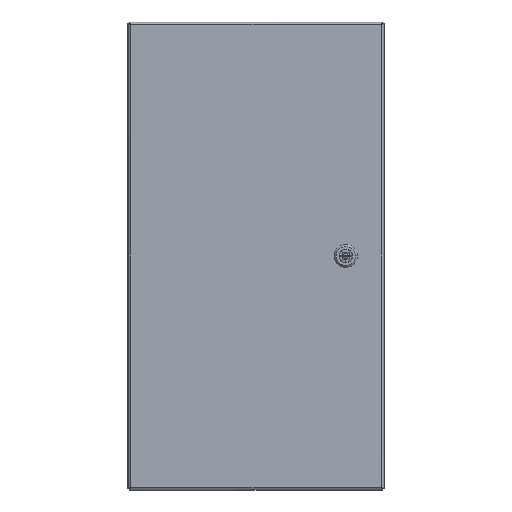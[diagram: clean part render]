
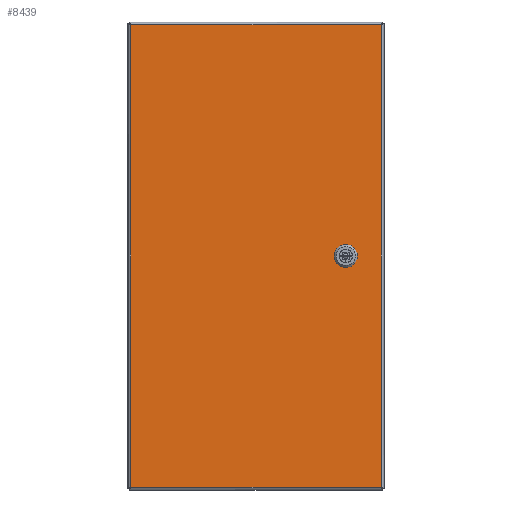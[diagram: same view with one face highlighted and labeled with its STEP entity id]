
A CAD part, front view. The second image highlights one B-rep face of the part: STEP entity #8439.
In plain terms, the highlighted planar face has unit normal (0, -1, 0).
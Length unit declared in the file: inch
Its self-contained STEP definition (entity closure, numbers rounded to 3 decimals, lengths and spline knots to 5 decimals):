
#337 = EDGE_CURVE ( 'NONE', #11895, #17202, #13608, .T. ) ;
#863 = VECTOR ( 'NONE', #3550, 39.37008 ) ;
#864 = CARTESIAN_POINT ( 'NONE',  ( -5.946, -1.797, -22.0665 ) ) ;
#1859 = EDGE_CURVE ( 'NONE', #2652, #11147, #9984, .T. ) ;
#2002 = CARTESIAN_POINT ( 'NONE',  ( 4.49, -1.797, -10.6995 ) ) ;
#2057 = VERTEX_POINT ( 'NONE', #18678 ) ;
#2578 = CARTESIAN_POINT ( 'NONE',  ( -5.946, -1.797, -0.1235 ) ) ;
#2652 = VERTEX_POINT ( 'NONE', #5889 ) ;
#2677 = LINE ( 'NONE', #9114, #3440 ) ;
#2794 = FACE_BOUND ( 'NONE', #10259, .T. ) ;
#2860 = ORIENTED_EDGE ( 'NONE', *, *, #20228, .T. ) ;
#2906 = DIRECTION ( 'NONE',  ( 1., 0., 0. ) ) ;
#2987 = DIRECTION ( 'NONE',  ( 0., 0., 1. ) ) ;
#3110 = DIRECTION ( 'NONE',  ( 0., -1., 0. ) ) ;
#3230 = ORIENTED_EDGE ( 'NONE', *, *, #10515, .T. ) ;
#3440 = VECTOR ( 'NONE', #12325, 39.37008 ) ;
#3550 = DIRECTION ( 'NONE',  ( -1., 0., 0. ) ) ;
#3621 = VERTEX_POINT ( 'NONE', #6268 ) ;
#3782 = EDGE_CURVE ( 'NONE', #17197, #9682, #2677, .T. ) ;
#3790 = VERTEX_POINT ( 'NONE', #2578 ) ;
#4047 = CARTESIAN_POINT ( 'NONE',  ( 3.8635, -1.797, -11.326 ) ) ;
#4070 = LINE ( 'NONE', #12159, #17061 ) ;
#4504 = ORIENTED_EDGE ( 'NONE', *, *, #14459, .T. ) ;
#4507 = EDGE_LOOP ( 'NONE', ( #10437, #13337, #10877, #4504 ) ) ;
#4521 = VERTEX_POINT ( 'NONE', #864 ) ;
#4804 = CARTESIAN_POINT ( 'NONE',  ( 5.947, -1.797, -22.0665 ) ) ;
#5107 = CARTESIAN_POINT ( 'NONE',  ( -5.946, -1.797, -0.1235 ) ) ;
#5889 = CARTESIAN_POINT ( 'NONE',  ( 3.8635, -1.797, -10.864 ) ) ;
#6019 = CARTESIAN_POINT ( 'NONE',  ( -5.946, -1.797, -22.0665 ) ) ;
#6102 = VECTOR ( 'NONE', #8061, 39.37008 ) ;
#6210 = ORIENTED_EDGE ( 'NONE', *, *, #3782, .T. ) ;
#6268 = CARTESIAN_POINT ( 'NONE',  ( 4.028, -1.797, -11.4905 ) ) ;
#7646 = CARTESIAN_POINT ( 'NONE',  ( 3.8635, -1.797, -10.864 ) ) ;
#7968 = CARTESIAN_POINT ( 'NONE',  ( -5.946, -1.797, -22.0665 ) ) ;
#8061 = DIRECTION ( 'NONE',  ( 1., 0., 0. ) ) ;
#8273 = ORIENTED_EDGE ( 'NONE', *, *, #17284, .T. ) ;
#8331 = DIRECTION ( 'NONE',  ( 0.707, 0., 0.707 ) ) ;
#8439 = ADVANCED_FACE ( 'NONE', ( #16989, #2794 ), #15443, .T. ) ;
#8739 = DIRECTION ( 'NONE',  ( 0.707, 0., -0.707 ) ) ;
#8922 = CARTESIAN_POINT ( 'NONE',  ( 4.6545, -1.797, -10.864 ) ) ;
#9015 = LINE ( 'NONE', #15329, #14101 ) ;
#9078 = VECTOR ( 'NONE', #8331, 39.37008 ) ;
#9114 = CARTESIAN_POINT ( 'NONE',  ( 4.6545, -1.797, -11.326 ) ) ;
#9305 = VECTOR ( 'NONE', #13215, 39.37008 ) ;
#9335 = DIRECTION ( 'NONE',  ( 0., 0., -1. ) ) ;
#9591 = CARTESIAN_POINT ( 'NONE',  ( 4.028, -1.797, -10.6995 ) ) ;
#9682 = VERTEX_POINT ( 'NONE', #11165 ) ;
#9984 = LINE ( 'NONE', #9591, #9078 ) ;
#10064 = CARTESIAN_POINT ( 'NONE',  ( 5.947, -1.797, -0.1235 ) ) ;
#10259 = EDGE_LOOP ( 'NONE', ( #2860, #17862, #18595, #18128, #6210, #13752, #3230, #8273 ) ) ;
#10368 = DIRECTION ( 'NONE',  ( -0.707, 0., 0.707 ) ) ;
#10437 = ORIENTED_EDGE ( 'NONE', *, *, #337, .T. ) ;
#10515 = EDGE_CURVE ( 'NONE', #15290, #3621, #10648, .T. ) ;
#10547 = AXIS2_PLACEMENT_3D ( 'NONE', #6019, #3110, #9335 ) ;
#10648 = LINE ( 'NONE', #17275, #14675 ) ;
#10877 = ORIENTED_EDGE ( 'NONE', *, *, #16558, .T. ) ;
#11147 = VERTEX_POINT ( 'NONE', #14011 ) ;
#11165 = CARTESIAN_POINT ( 'NONE',  ( 4.6545, -1.797, -11.326 ) ) ;
#11895 = VERTEX_POINT ( 'NONE', #4804 ) ;
#11896 = CARTESIAN_POINT ( 'NONE',  ( 4.49, -1.797, -11.4905 ) ) ;
#11971 = CARTESIAN_POINT ( 'NONE',  ( -5.946, -1.797, -22.0665 ) ) ;
#12159 = CARTESIAN_POINT ( 'NONE',  ( 4.49, -1.797, -10.6995 ) ) ;
#12255 = LINE ( 'NONE', #17122, #14661 ) ;
#12325 = DIRECTION ( 'NONE',  ( 0., 0., -1. ) ) ;
#13215 = DIRECTION ( 'NONE',  ( 0., 0., 1. ) ) ;
#13319 = LINE ( 'NONE', #11971, #15387 ) ;
#13337 = ORIENTED_EDGE ( 'NONE', *, *, #18225, .T. ) ;
#13608 = LINE ( 'NONE', #15172, #9305 ) ;
#13752 = ORIENTED_EDGE ( 'NONE', *, *, #15953, .T. ) ;
#13967 = VECTOR ( 'NONE', #2987, 39.37008 ) ;
#14011 = CARTESIAN_POINT ( 'NONE',  ( 4.028, -1.797, -10.6995 ) ) ;
#14101 = VECTOR ( 'NONE', #2906, 39.37008 ) ;
#14459 = EDGE_CURVE ( 'NONE', #4521, #11895, #17286, .T. ) ;
#14661 = VECTOR ( 'NONE', #15249, 39.37008 ) ;
#14675 = VECTOR ( 'NONE', #18743, 39.37008 ) ;
#15172 = CARTESIAN_POINT ( 'NONE',  ( 5.947, -1.797, -22.0665 ) ) ;
#15249 = DIRECTION ( 'NONE',  ( -0.707, 0., -0.707 ) ) ;
#15290 = VERTEX_POINT ( 'NONE', #11896 ) ;
#15329 = CARTESIAN_POINT ( 'NONE',  ( 4.49, -1.797, -10.6995 ) ) ;
#15387 = VECTOR ( 'NONE', #18399, 39.37008 ) ;
#15443 = PLANE ( 'NONE',  #10547 ) ;
#15622 = LINE ( 'NONE', #7646, #13967 ) ;
#15755 = VECTOR ( 'NONE', #10368, 39.37008 ) ;
#15953 = EDGE_CURVE ( 'NONE', #9682, #15290, #12255, .T. ) ;
#16558 = EDGE_CURVE ( 'NONE', #3790, #4521, #13319, .T. ) ;
#16924 = EDGE_CURVE ( 'NONE', #19279, #17197, #4070, .T. ) ;
#16989 = FACE_OUTER_BOUND ( 'NONE', #4507, .T. ) ;
#17061 = VECTOR ( 'NONE', #8739, 39.37008 ) ;
#17122 = CARTESIAN_POINT ( 'NONE',  ( 4.6545, -1.797, -11.326 ) ) ;
#17197 = VERTEX_POINT ( 'NONE', #8922 ) ;
#17202 = VERTEX_POINT ( 'NONE', #10064 ) ;
#17275 = CARTESIAN_POINT ( 'NONE',  ( 4.028, -1.797, -11.4905 ) ) ;
#17284 = EDGE_CURVE ( 'NONE', #3621, #2057, #18246, .T. ) ;
#17286 = LINE ( 'NONE', #7968, #6102 ) ;
#17427 = EDGE_CURVE ( 'NONE', #11147, #19279, #9015, .T. ) ;
#17630 = LINE ( 'NONE', #5107, #863 ) ;
#17862 = ORIENTED_EDGE ( 'NONE', *, *, #1859, .T. ) ;
#18128 = ORIENTED_EDGE ( 'NONE', *, *, #16924, .T. ) ;
#18225 = EDGE_CURVE ( 'NONE', #17202, #3790, #17630, .T. ) ;
#18246 = LINE ( 'NONE', #4047, #15755 ) ;
#18399 = DIRECTION ( 'NONE',  ( 0., 0., -1. ) ) ;
#18595 = ORIENTED_EDGE ( 'NONE', *, *, #17427, .T. ) ;
#18678 = CARTESIAN_POINT ( 'NONE',  ( 3.8635, -1.797, -11.326 ) ) ;
#18743 = DIRECTION ( 'NONE',  ( -1., 0., 0. ) ) ;
#19279 = VERTEX_POINT ( 'NONE', #2002 ) ;
#20228 = EDGE_CURVE ( 'NONE', #2057, #2652, #15622, .T. ) ;
